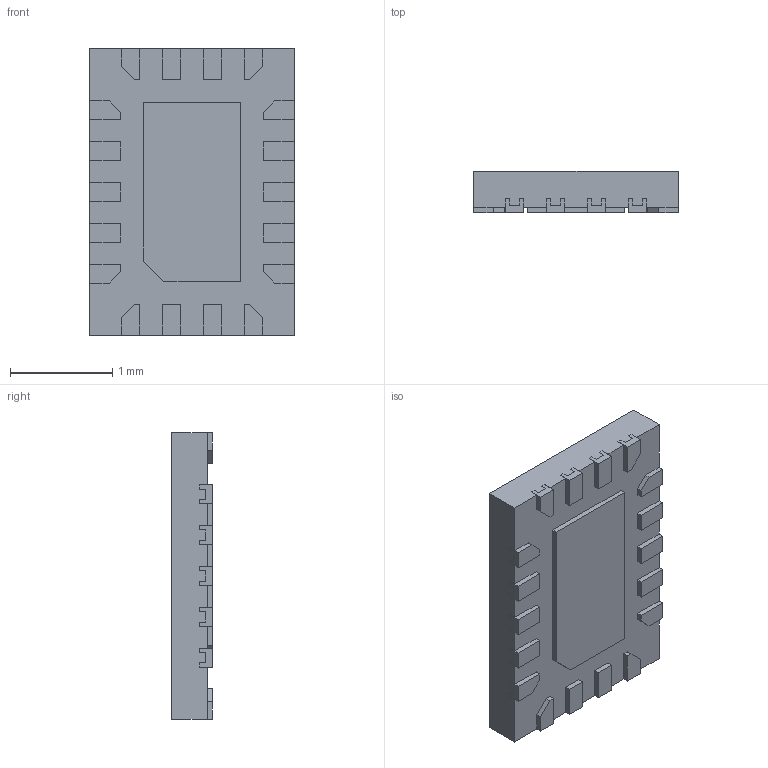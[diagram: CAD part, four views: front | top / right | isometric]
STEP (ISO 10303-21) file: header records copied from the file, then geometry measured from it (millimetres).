
FILE_DESCRIPTION (( 'STEP AP214' ), '1' );
FILE_NAME ('722AB.STEP', '2024-05-23T14:21:36', ( 'LENOVO' ), ( '' ), 'SwSTEP 2.0', 'SolidWorks 2021', '' );
FILE_SCHEMA (( 'AUTOMOTIVE_DESIGN' ));
Length unit declared in the file: millimetre
Products named in the file (1): 722AB
Bounding box: 2 x 0.4 x 2.8 mm (x, y, z)
Volume: 2.1 mm3; surface area: 24.9 mm2
Topology: 21 solids, 21 shells, 366 faces, 966 edges, 644 vertices
Faces by surface type: plane 362, cylinder 4
Entity records: 11292 total; most frequent: CARTESIAN_POINT 1977, ORIENTED_EDGE 1932, DIRECTION 1708, EDGE_CURVE 966, LINE 958, VECTOR 958, VERTEX_POINT 644, AXIS2_PLACEMENT_3D 375
